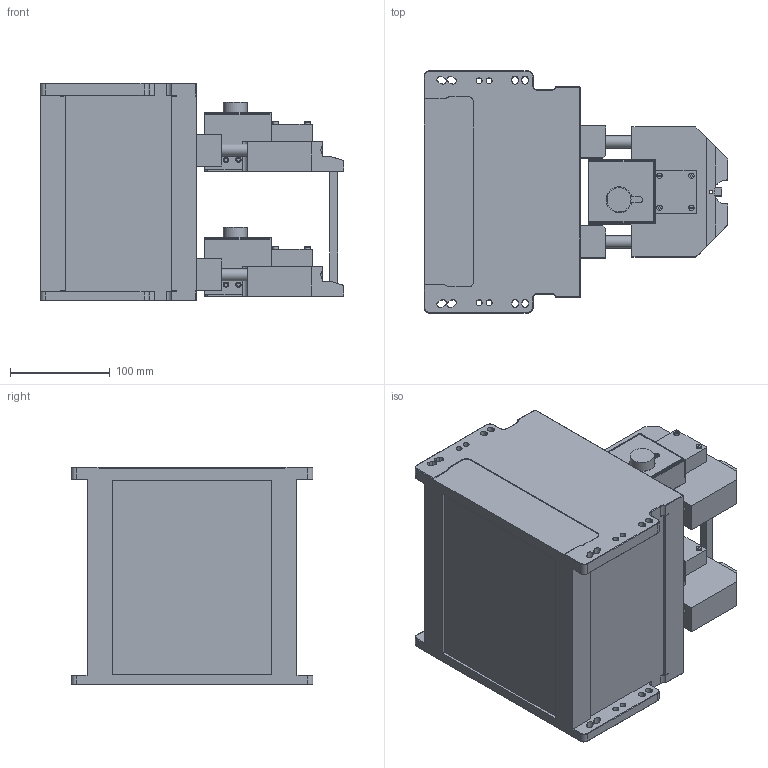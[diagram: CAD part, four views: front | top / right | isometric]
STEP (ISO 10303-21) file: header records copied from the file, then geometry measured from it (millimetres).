
FILE_DESCRIPTION(/* description */ (''),/* implementation_level */ '2;1');
FILE_NAME(/* name */ 'FM-PLUS 120 STEP-3',/* time_stamp */ '2018-06-20T13:10:01+02:00',/* author */ (''),/* organization */ (''),/* preprocessor_version */ 'ST-DEVELOPER v16.5',/* originating_system */ 'HiCAD 2016 2102.3 Build 808',/* authorisation */ '');
FILE_SCHEMA (('AUTOMOTIVE_DESIGN { 1 0 10303 214 1 1 1 1 }'));
Length unit declared in the file: millimetre
Products named in the file (8): Root; FM-P-120_Baugruppe; FM-VERTIKALSCHLITTEN; Messbereich; FM-HORIZONTALSCHLITTEN; Gehäuse
Assembly tree (7 placements, depth 3):
  Root
    FM-P-120_Baugruppe
      FM-VERTIKALSCHLITTEN
      FM-VERTIKALSCHLITTEN
      Messbereich
      FM-HORIZONTALSCHLITTEN
      FM-HORIZONTALSCHLITTEN
      Gehäuse
Bounding box: 304 x 242 x 218 mm (x, y, z)
Volume: 3611163.7 mm3; surface area: 715166.7 mm2
Topology: 6 solids, 14 shells, 874 faces, 2395 edges, 1583 vertices
Faces by surface type: plane 514, cylinder 278, cone 78, torus 4
Full cylindrical faces by diameter (mm): 2.5 x4, 3 x8, 3.2 x8, 3.4 x2, 4.2 x6, 5 x4, 5.5 x4, 6 x8, 10 x2, 12 x18, 24 x4
Entity records: 28011 total; most frequent: CARTESIAN_POINT 5888, DIRECTION 4680, ORIENTED_EDGE 4364, EDGE_CURVE 2182, AXIS2_PLACEMENT_3D 1624, VERTEX_POINT 1496, VECTOR 1432, LINE 1432
